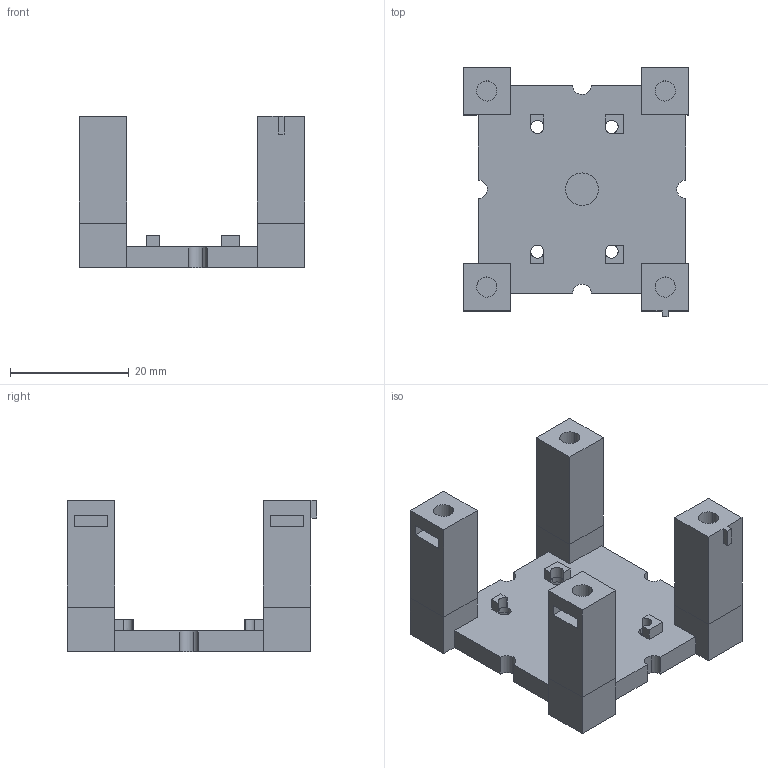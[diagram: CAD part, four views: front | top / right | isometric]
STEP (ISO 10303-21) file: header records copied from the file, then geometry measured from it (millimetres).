
FILE_DESCRIPTION(/* description */ (''),/* implementation_level */ '2;1');
FILE_NAME(/* name */ 'Camera_RingSpacer',/* time_stamp */ '2024-11-12T15:40:37+01:00',/* author */ (''),/* organization */ (''),/* preprocessor_version */ 'ST-DEVELOPER v19.2',/* originating_system */ 'Rhino 8.12',/* authorisation */ '');
FILE_SCHEMA (('CONFIG_CONTROL_DESIGN'));
Length unit declared in the file: millimetre
Products named in the file (1): Document
Bounding box: 38.02 x 42 x 25.5 mm (x, y, z)
Volume: 9614 mm3; surface area: 7037.7 mm2
Topology: 1 solids, 1 shells, 169 faces, 433 edges, 280 vertices
Faces by surface type: plane 134, cylinder 35
Entity records: 4822 total; most frequent: CARTESIAN_POINT 1386, ORIENTED_EDGE 866, EDGE_CURVE 433, B_SPLINE_CURVE_WITH_KNOTS 322, DIRECTION 322, VERTEX_POINT 280, AXIS2_PLACEMENT_3D 244, EDGE_LOOP 199
